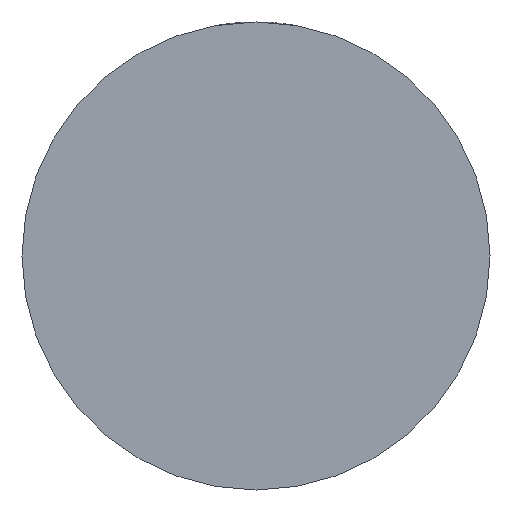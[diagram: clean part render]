
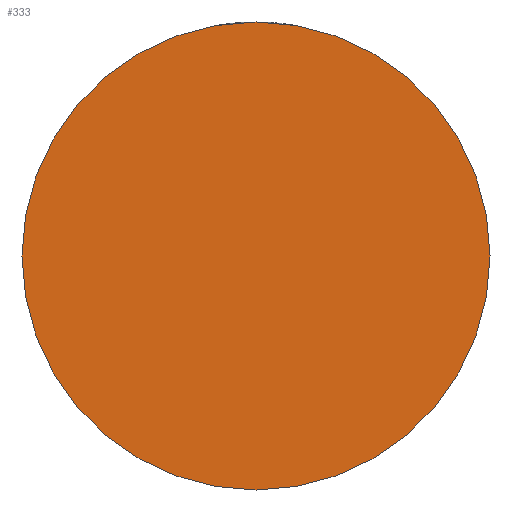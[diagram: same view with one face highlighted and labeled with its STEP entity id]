
A CAD part, front view. The second image highlights one B-rep face of the part: STEP entity #333.
In plain terms, the highlighted planar face has unit normal (0, -1, 0).
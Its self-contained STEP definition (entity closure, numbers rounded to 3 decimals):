
#43 = VERTEX_POINT ( 'NONE', #124 ) ;
#105 = AXIS2_PLACEMENT_3D ( 'NONE', #710, #319, #125 ) ;
#118 = VERTEX_POINT ( 'NONE', #265 ) ;
#124 = CARTESIAN_POINT ( 'NONE',  ( 5.9, 0., -9.975 ) ) ;
#125 = DIRECTION ( 'NONE',  ( 0., 0., 1. ) ) ;
#229 = AXIS2_PLACEMENT_3D ( 'NONE', #335, #525, #785 ) ;
#264 = ORIENTED_EDGE ( 'NONE', *, *, #372, .F. ) ;
#265 = CARTESIAN_POINT ( 'NONE',  ( 5.9, 0., 9.975 ) ) ;
#319 = DIRECTION ( 'NONE',  ( 0., 1., 0. ) ) ;
#333 = ADVANCED_FACE ( 'NONE', ( #610 ), #587, .F. ) ;
#335 = CARTESIAN_POINT ( 'NONE',  ( 5.9, 0., 0. ) ) ;
#339 = CIRCLE ( 'NONE', #105, 9.975 ) ;
#372 = EDGE_CURVE ( 'NONE', #43, #118, #339, .T. ) ;
#382 = DIRECTION ( 'NONE',  ( 0., 0., 1. ) ) ;
#389 = DIRECTION ( 'NONE',  ( 0., 1., 0. ) ) ;
#459 = CARTESIAN_POINT ( 'NONE',  ( 5.9, 0., 0. ) ) ;
#509 = AXIS2_PLACEMENT_3D ( 'NONE', #459, #389, #382 ) ;
#525 = DIRECTION ( 'NONE',  ( 0., 1., 0. ) ) ;
#526 = ORIENTED_EDGE ( 'NONE', *, *, #597, .F. ) ;
#587 = PLANE ( 'NONE',  #509 ) ;
#597 = EDGE_CURVE ( 'NONE', #118, #43, #777, .T. ) ;
#610 = FACE_OUTER_BOUND ( 'NONE', #646, .T. ) ;
#646 = EDGE_LOOP ( 'NONE', ( #264, #526 ) ) ;
#710 = CARTESIAN_POINT ( 'NONE',  ( 5.9, 0., 0. ) ) ;
#777 = CIRCLE ( 'NONE', #229, 9.975 ) ;
#785 = DIRECTION ( 'NONE',  ( 0., 0., 1. ) ) ;
